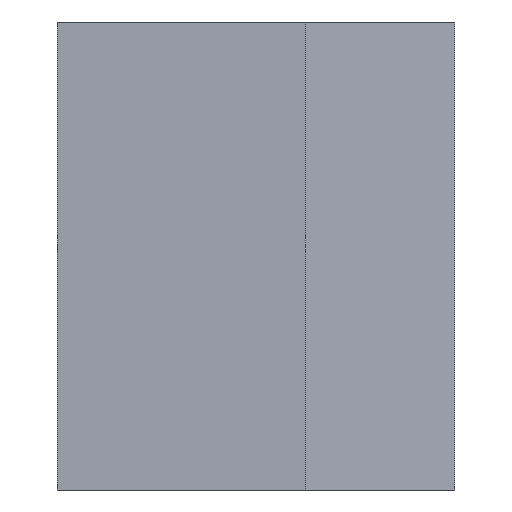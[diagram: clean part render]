
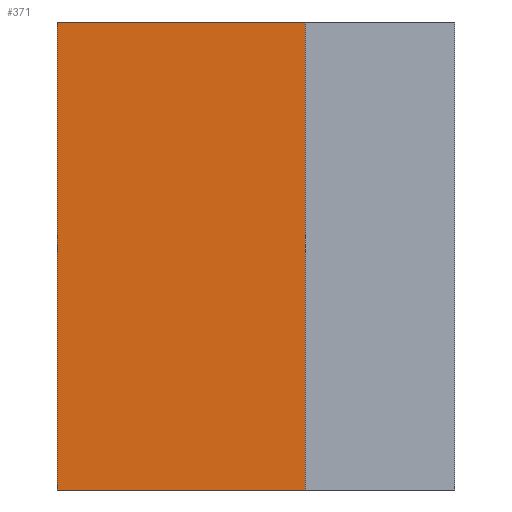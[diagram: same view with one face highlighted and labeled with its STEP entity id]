
A CAD part, left-side view. The second image highlights one B-rep face of the part: STEP entity #371.
In plain terms, the highlighted planar face has unit normal (-1, 0, 0).
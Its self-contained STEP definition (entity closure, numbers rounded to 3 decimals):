
#34=PLANE('',#428);
#52=FACE_OUTER_BOUND('',#80,.T.);
#80=EDGE_LOOP('',(#306,#307,#308,#309));
#99=LINE('',#570,#129);
#113=LINE('',#617,#143);
#117=LINE('',#628,#147);
#118=LINE('',#629,#148);
#129=VECTOR('',#457,10.);
#143=VECTOR('',#505,10.);
#147=VECTOR('',#517,10.);
#148=VECTOR('',#518,10.);
#178=VERTEX_POINT('',#567);
#179=VERTEX_POINT('',#569);
#195=VERTEX_POINT('',#615);
#198=VERTEX_POINT('',#627);
#211=EDGE_CURVE('',#178,#179,#99,.T.);
#234=EDGE_CURVE('',#195,#179,#113,.T.);
#239=EDGE_CURVE('',#198,#178,#117,.T.);
#240=EDGE_CURVE('',#198,#195,#118,.T.);
#306=ORIENTED_EDGE('',*,*,#234,.T.);
#307=ORIENTED_EDGE('',*,*,#211,.F.);
#308=ORIENTED_EDGE('',*,*,#239,.F.);
#309=ORIENTED_EDGE('',*,*,#240,.T.);
#371=ADVANCED_FACE('',(#52),#34,.T.);
#428=AXIS2_PLACEMENT_3D('',#626,#515,#516);
#457=DIRECTION('',(0.,-1.,0.));
#505=DIRECTION('',(0.,0.,1.));
#515=DIRECTION('center_axis',(-1.,0.,0.));
#516=DIRECTION('ref_axis',(0.,-1.,0.));
#517=DIRECTION('',(0.,0.,1.));
#518=DIRECTION('',(0.,-1.,0.));
#567=CARTESIAN_POINT('',(-21.,4.25,10.));
#569=CARTESIAN_POINT('',(-21.,-1.05,10.));
#570=CARTESIAN_POINT('',(-21.,4.25,10.));
#615=CARTESIAN_POINT('',(-21.,-1.05,0.));
#617=CARTESIAN_POINT('',(-21.,-1.05,5.));
#626=CARTESIAN_POINT('Origin',(-21.,4.25,0.));
#627=CARTESIAN_POINT('',(-21.,4.25,0.));
#628=CARTESIAN_POINT('',(-21.,4.25,0.));
#629=CARTESIAN_POINT('',(-21.,4.25,0.));
